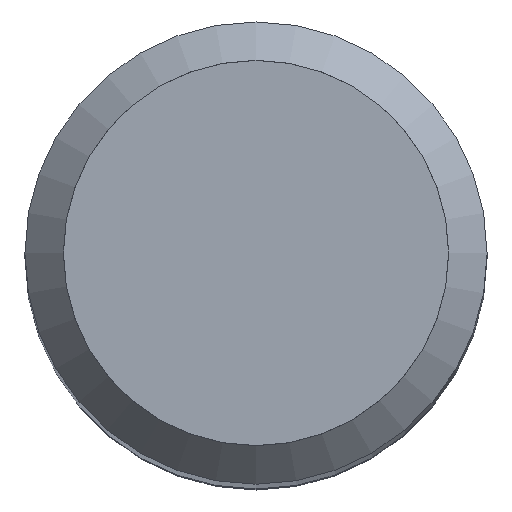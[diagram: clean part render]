
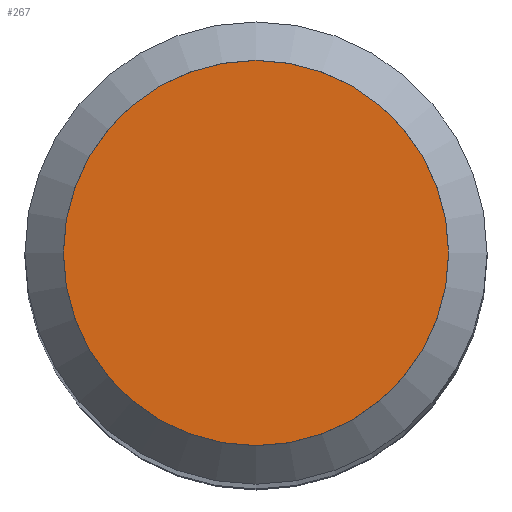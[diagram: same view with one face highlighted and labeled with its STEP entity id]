
A CAD part, top view. The second image highlights one B-rep face of the part: STEP entity #267.
In plain terms, the highlighted planar face has unit normal (0, 0, 1).
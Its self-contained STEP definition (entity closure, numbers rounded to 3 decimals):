
#86=PLANE('',#293);
#102=CIRCLE('',#291,2.5);
#103=CIRCLE('',#292,2.5);
#120=VERTEX_POINT('',#343);
#121=VERTEX_POINT('',#345);
#164=EDGE_CURVE('',#121,#120,#102,.F.);
#165=EDGE_CURVE('',#120,#121,#103,.F.);
#209=ORIENTED_EDGE('',*,*,#164,.T.);
#210=ORIENTED_EDGE('',*,*,#165,.T.);
#239=EDGE_LOOP('',(#209,#210));
#253=FACE_BOUND('',#239,.T.);
#267=ADVANCED_FACE('',(#253),#86,.F.);
#291=AXIS2_PLACEMENT_3D('',#344,#409,#410);
#292=AXIS2_PLACEMENT_3D('',#346,#411,#412);
#293=AXIS2_PLACEMENT_3D('',#347,#413,$);
#343=CARTESIAN_POINT('',(-2.5,0.,0.));
#344=CARTESIAN_POINT('',(0.,0.,0.));
#345=CARTESIAN_POINT('',(2.5,0.,0.));
#346=CARTESIAN_POINT('',(0.,0.,0.));
#347=CARTESIAN_POINT('',(0.,2.5,0.));
#409=DIRECTION('',(0.,0.,-1.));
#410=DIRECTION('',(-2.5,0.,0.));
#411=DIRECTION('',(0.,0.,-1.));
#412=DIRECTION('',(-2.5,0.,0.));
#413=DIRECTION('',(0.,0.,-1.));
